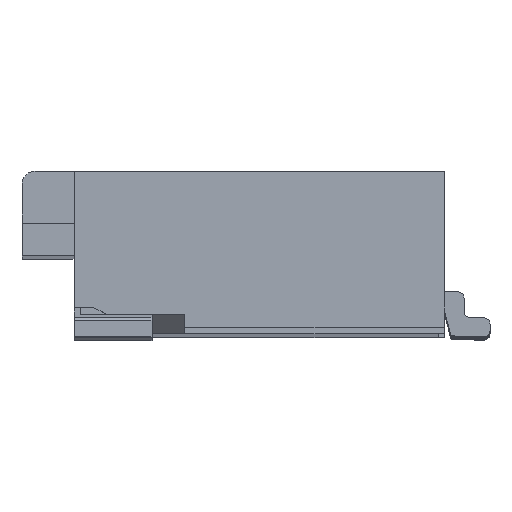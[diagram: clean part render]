
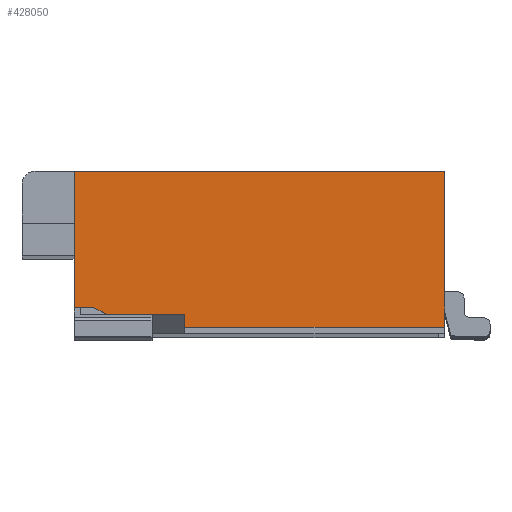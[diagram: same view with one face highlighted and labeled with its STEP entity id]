
A CAD part, top view. The second image highlights one B-rep face of the part: STEP entity #428050.
In plain terms, the highlighted planar face has unit normal (0, 0, 1).
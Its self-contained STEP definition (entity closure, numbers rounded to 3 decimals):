
#82000=CARTESIAN_POINT('',(5.7,2.5,14.845));
#82010=VERTEX_POINT('',#82000);
#82040=CARTESIAN_POINT('',(0.,2.5,14.845));
#82050=DIRECTION('',(-1.,0.,0.));
#82060=VECTOR('',#82050,1.);
#82070=LINE('',#82040,#82060);
#82080=CARTESIAN_POINT('',(0.,2.5,14.845));
#82090=VERTEX_POINT('',#82080);
#82100=EDGE_CURVE('',#82010,#82090,#82070,.T.);
#101840=CARTESIAN_POINT('',(0.,0.,14.845));
#101850=DIRECTION('',(0.,1.,0.));
#101860=VECTOR('',#101850,1.);
#101870=LINE('',#101840,#101860);
#101880=CARTESIAN_POINT('',(0.,0.4,14.845));
#101890=VERTEX_POINT('',#101880);
#101900=EDGE_CURVE('',#101890,#82090,#101870,.T.);
#105440=CARTESIAN_POINT('',(1.7,0.1,14.845));
#105450=VERTEX_POINT('',#105440);
#105480=CARTESIAN_POINT('',(0.,0.1,14.845));
#105490=DIRECTION('',(1.,0.,0.));
#105500=VECTOR('',#105490,1.);
#105510=LINE('',#105480,#105500);
#105520=CARTESIAN_POINT('',(5.7,0.1,14.845));
#105530=VERTEX_POINT('',#105520);
#105540=EDGE_CURVE('',#105450,#105530,#105510,.T.);
#427590=CARTESIAN_POINT('',(2.916,1.69,14.845));
#427600=DIRECTION('',(0.,0.,1.));
#427610=DIRECTION('',(1.,0.,0.));
#427620=AXIS2_PLACEMENT_3D('',#427590,#427600,#427610);
#427630=PLANE('',#427620);
#427640=ORIENTED_EDGE('',*,*,#105540,.T.);
#427650=CARTESIAN_POINT('',(1.7,0.,14.845));
#427660=DIRECTION('',(0.,-1.,0.));
#427670=VECTOR('',#427660,1.);
#427680=LINE('',#427650,#427670);
#427690=CARTESIAN_POINT('',(1.7,0.3,14.845));
#427700=VERTEX_POINT('',#427690);
#427710=EDGE_CURVE('',#427700,#105450,#427680,.T.);
#427720=ORIENTED_EDGE('',*,*,#427710,.T.);
#427730=CARTESIAN_POINT('',(0.,0.3,14.845));
#427740=DIRECTION('',(-1.,0.,0.));
#427750=VECTOR('',#427740,1.);
#427760=LINE('',#427730,#427750);
#427770=CARTESIAN_POINT('',(0.5,0.3,14.845));
#427780=VERTEX_POINT('',#427770);
#427790=EDGE_CURVE('',#427700,#427780,#427760,.T.);
#427800=ORIENTED_EDGE('',*,*,#427790,.F.);
#427810=CARTESIAN_POINT('',(0.,0.55,14.845));
#427820=DIRECTION('',(0.894,-0.447,0.));
#427830=VECTOR('',#427820,1.);
#427840=LINE('',#427810,#427830);
#427850=CARTESIAN_POINT('',(0.3,0.4,14.845));
#427860=VERTEX_POINT('',#427850);
#427870=EDGE_CURVE('',#427860,#427780,#427840,.T.);
#427880=ORIENTED_EDGE('',*,*,#427870,.T.);
#427890=CARTESIAN_POINT('',(0.,0.4,14.845));
#427900=DIRECTION('',(-1.,0.,0.));
#427910=VECTOR('',#427900,1.);
#427920=LINE('',#427890,#427910);
#427930=EDGE_CURVE('',#427860,#101890,#427920,.T.);
#427940=ORIENTED_EDGE('',*,*,#427930,.F.);
#427950=ORIENTED_EDGE('',*,*,#101900,.F.);
#427960=ORIENTED_EDGE('',*,*,#82100,.T.);
#427970=CARTESIAN_POINT('',(5.7,0.,14.845));
#427980=DIRECTION('',(0.,-1.,0.));
#427990=VECTOR('',#427980,1.);
#428000=LINE('',#427970,#427990);
#428010=EDGE_CURVE('',#82010,#105530,#428000,.T.);
#428020=ORIENTED_EDGE('',*,*,#428010,.F.);
#428030=EDGE_LOOP('',(#428020,#427960,#427950,#427940,#427880,#427800,
#427720,#427640));
#428040=FACE_OUTER_BOUND('',#428030,.T.);
#428050=ADVANCED_FACE('',(#428040),#427630,.T.);
